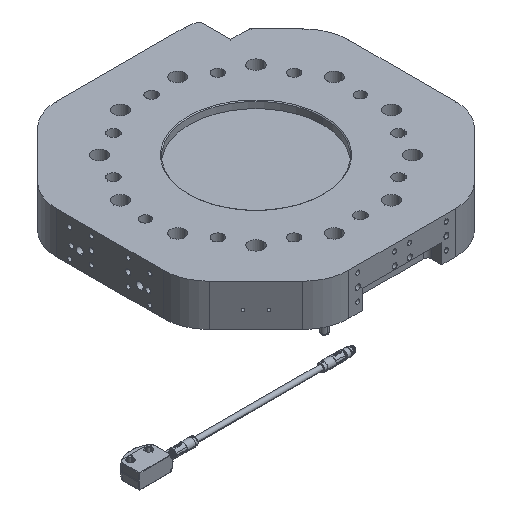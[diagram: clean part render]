
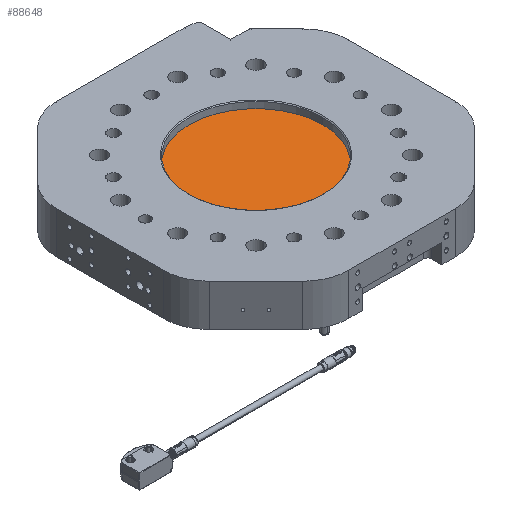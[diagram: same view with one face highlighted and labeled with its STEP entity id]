
A CAD part, isometric view. The second image highlights one B-rep face of the part: STEP entity #88648.
In plain terms, the highlighted planar face has unit normal (0, 0, 1).
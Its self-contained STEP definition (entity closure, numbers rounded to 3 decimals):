
#4143 = EDGE_CURVE ( 'NONE', #118595, #100004, #58623, .T. ) ;
#8170 = DIRECTION ( 'NONE',  ( 1., 0., 0. ) ) ;
#19043 = ORIENTED_EDGE ( 'NONE', *, *, #34276, .T. ) ;
#19665 = CARTESIAN_POINT ( 'NONE',  ( 80., 0., 41.5 ) ) ;
#26040 = PLANE ( 'NONE',  #34031 ) ;
#34031 = AXIS2_PLACEMENT_3D ( 'NONE', #85887, #126369, #8170 ) ;
#34276 = EDGE_CURVE ( 'NONE', #100004, #118595, #67617, .T. ) ;
#34410 = CARTESIAN_POINT ( 'NONE',  ( 0., 0., 41.5 ) ) ;
#36495 = EDGE_LOOP ( 'NONE', ( #19043, #45894 ) ) ;
#45894 = ORIENTED_EDGE ( 'NONE', *, *, #4143, .T. ) ;
#55066 = DIRECTION ( 'NONE',  ( 1., 0., 0. ) ) ;
#58623 = CIRCLE ( 'NONE', #83734, 80. ) ;
#59792 = DIRECTION ( 'NONE',  ( 0., 0., 1. ) ) ;
#67617 = CIRCLE ( 'NONE', #99521, 80. ) ;
#79860 = DIRECTION ( 'NONE',  ( 1., 0., 0. ) ) ;
#83567 = CARTESIAN_POINT ( 'NONE',  ( -80., 0., 41.5 ) ) ;
#83734 = AXIS2_PLACEMENT_3D ( 'NONE', #133868, #59792, #79860 ) ;
#85887 = CARTESIAN_POINT ( 'NONE',  ( 0., 0., 41.5 ) ) ;
#88648 = ADVANCED_FACE ( 'NONE', ( #123613 ), #26040, .T. ) ;
#99521 = AXIS2_PLACEMENT_3D ( 'NONE', #34410, #109261, #55066 ) ;
#100004 = VERTEX_POINT ( 'NONE', #19665 ) ;
#109261 = DIRECTION ( 'NONE',  ( 0., 0., 1. ) ) ;
#118595 = VERTEX_POINT ( 'NONE', #83567 ) ;
#123613 = FACE_OUTER_BOUND ( 'NONE', #36495, .T. ) ;
#126369 = DIRECTION ( 'NONE',  ( 0., 0., 1. ) ) ;
#133868 = CARTESIAN_POINT ( 'NONE',  ( 0., 0., 41.5 ) ) ;
